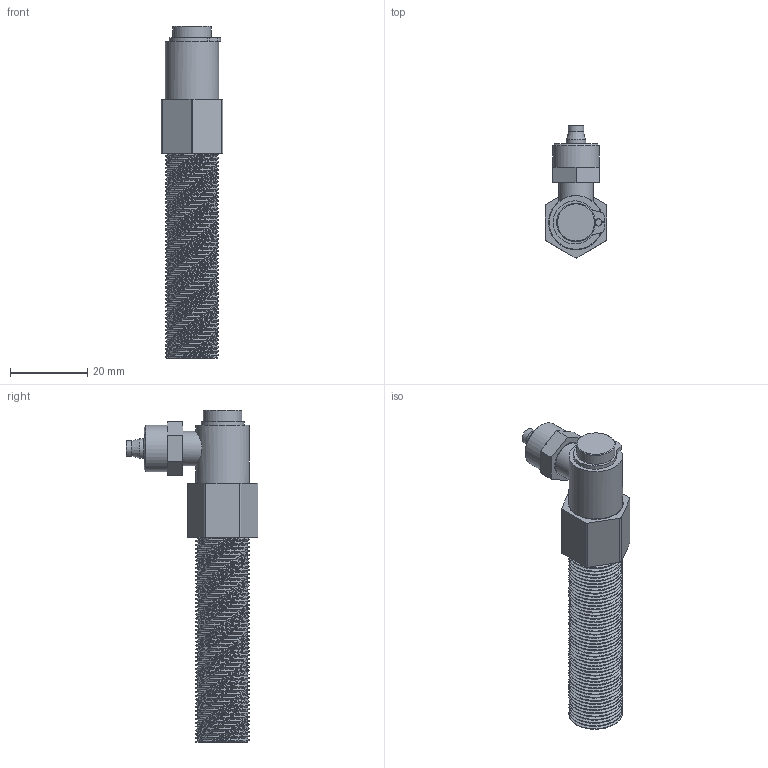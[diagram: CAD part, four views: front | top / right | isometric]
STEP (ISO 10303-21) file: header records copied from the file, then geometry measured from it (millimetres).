
FILE_DESCRIPTION(/* description */ (''),/* implementation_level */ '2;1');
FILE_NAME(/* name */ '447f89d4-161d-4b5a-8da4-50b7c2dcb621.stp',/* time_stamp */ '2020-11-20T09:15:30+00:00',/* author */ (''),/* organization */ (''),/* preprocessor_version */ 'ST-DEVELOPER v18.1',/* originating_system */ 'Autodesk Translation Framework v9.3.0.1241',/* authorisation */ '');
FILE_SCHEMA (('AUTOMOTIVE_DESIGN { 1 0 10303 214 3 1 1 }'));
Length unit declared in the file: millimetre
Products named in the file (5): OB 15/10 L; Retaining_ring_9; Body_part; Nut_M9; Nut_M14
Assembly tree (4 placements, depth 2):
  OB 15/10 L
    Retaining_ring_9
    Body_part
    Nut_M9
    Nut_M14
Bounding box: 16 x 34.16 x 86 mm (x, y, z)
Volume: 14276.4 mm3; surface area: 9585 mm2
Topology: 4 solids, 4 shells, 289 faces, 802 edges, 528 vertices
Faces by surface type: cylinder 229, plane 45, bspline 8, cone 7
Full cylindrical faces by diameter (mm): 3 x1, 4 x1, 4.5 x1, 5 x1, 6 x1, 8.036 x3, 8.047 x3, 8.4 x1, 8.908 x7, 9.146 x3, 10 x1, 12 x1, 12.741 x52, 13.036 x12, 13.884 x56, 14.152 x12
Entity records: 24907 total; most frequent: CARTESIAN_POINT 18149, ORIENTED_EDGE 1604, DIRECTION 1044, EDGE_CURVE 802, VERTEX_POINT 528, B_SPLINE_CURVE_WITH_KNOTS 425, AXIS2_PLACEMENT_3D 377, EDGE_LOOP 300
